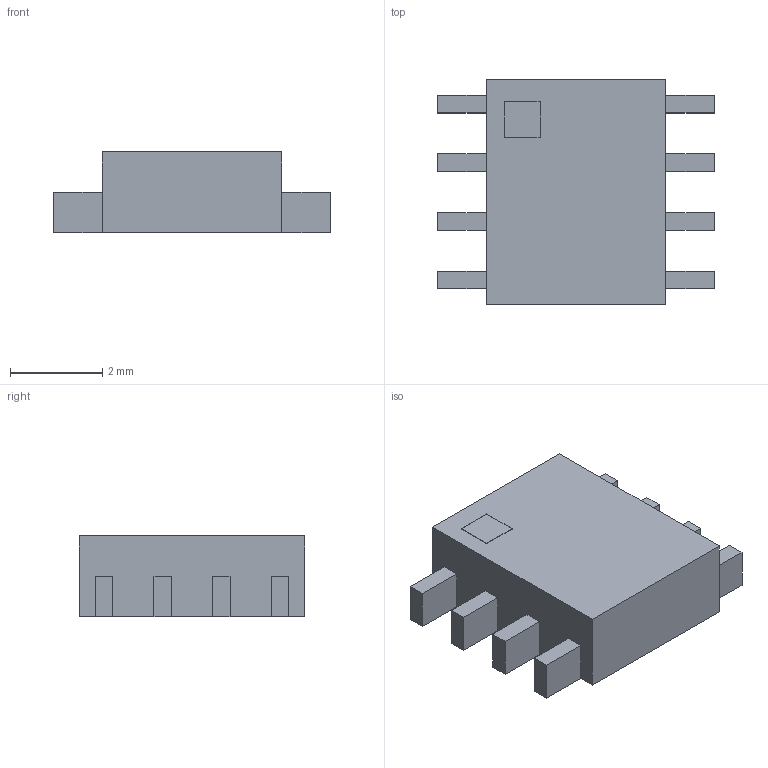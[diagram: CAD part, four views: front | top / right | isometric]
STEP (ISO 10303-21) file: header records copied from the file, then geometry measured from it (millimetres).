
FILE_DESCRIPTION(('FreeCAD Model'),'2;1');
FILE_NAME('Open CASCADE Shape Model','2024-01-19T16:01:44',(''),(''), 'Open CASCADE STEP processor 7.6','FreeCAD','Unknown');
FILE_SCHEMA(('AUTOMOTIVE_DESIGN { 1 0 10303 214 1 1 1 1 }'));
Length unit declared in the file: millimetre
Products named in the file (5): Part; 立方体; Array; 立方体001; 立方体002
Assembly tree (11 placements, depth 3):
  Part
    立方体
    Array
      立方体001  x8
    立方体002
Bounding box: 6 x 4.9 x 1.76 mm (x, y, z)
Volume: 36.2 mm3; surface area: 96.7 mm2
Topology: 10 solids, 10 shells, 60 faces, 120 edges, 80 vertices
Faces by surface type: plane 60
Entity records: 387 total; most frequent: ORIENTED_EDGE 54, EDGE_CURVE 36, CARTESIAN_POINT 32, LINE 30, AXIS2_PLACEMENT_3D 23, VERTEX_POINT 22, ADVANCED_FACE 18, FACE_BOUND 18
